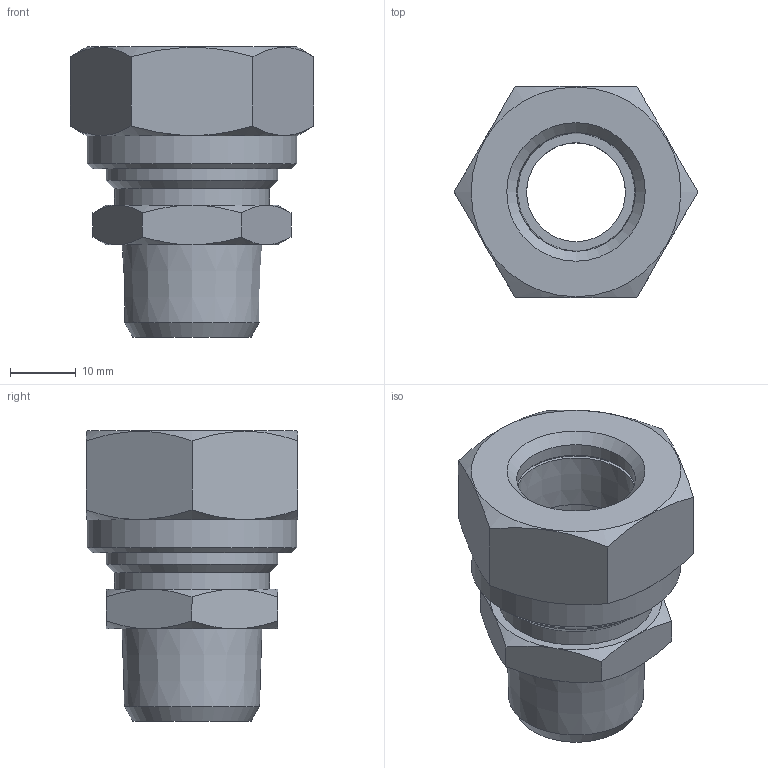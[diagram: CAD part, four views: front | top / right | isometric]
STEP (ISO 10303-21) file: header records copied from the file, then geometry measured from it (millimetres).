
FILE_DESCRIPTION(( 'MO.11.18.12.STP' ), '1');
FILE_NAME( 'MO.11.18.12.STP', '2018-10-03T09:31:33',( 'Sopra'),('sopra-pneumatic.com'), 'SwSTEP 2.0','SolidWorks 2009','' );
FILE_SCHEMA (('AUTOMOTIVE_DESIGN { 1 0 10303 214 1 1 1 1 }'));
Length unit declared in the file: millimetre
Products named in the file (4): Root; 94833; 97409_Einbau; 96809
Assembly tree (3 placements, depth 2):
  Root
    94833
    97409_Einbau
    96809
Bounding box: 36.95 x 32 x 44 mm (x, y, z)
Volume: 16413.3 mm3; surface area: 10179.8 mm2
Topology: 3 solids, 3 shells, 59 faces, 128 edges, 77 vertices
Faces by surface type: cone 31, plane 20, cylinder 7, torus 1
Full cylindrical faces by diameter (mm): 15 x1, 18 x2, 23.5 x1, 24.16 x1, 26 x1, 31.8 x1
Entity records: 2441 total; most frequent: DIRECTION 304, CARTESIAN_POINT 227, PRESENTATION_STYLE_ASSIGNMENT 189, COLOUR_RGB 188, DRAUGHTING_PRE_DEFINED_CURVE_FONT 186, CURVE_STYLE 186, OVER_RIDING_STYLED_ITEM 186, ORIENTED_EDGE 186
